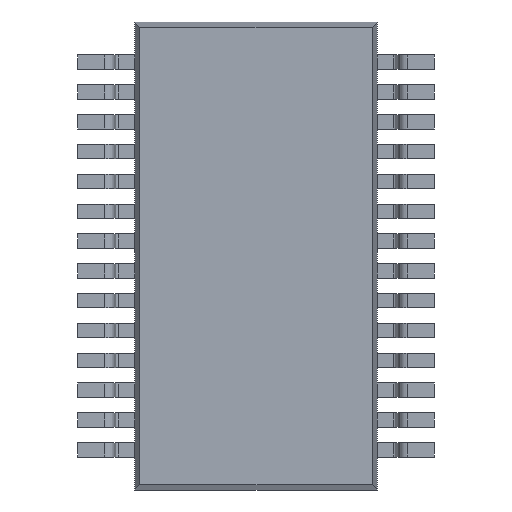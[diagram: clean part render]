
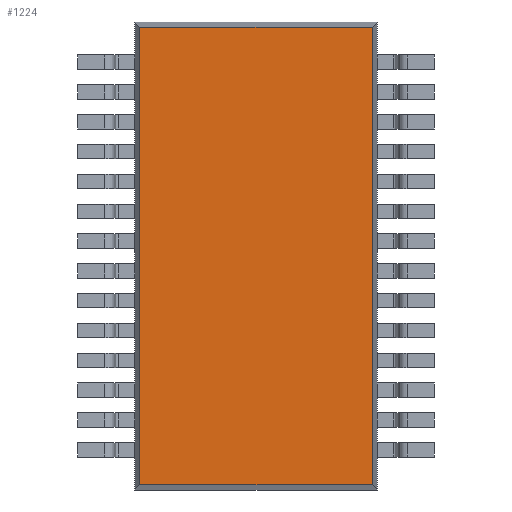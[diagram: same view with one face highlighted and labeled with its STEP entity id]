
A CAD part, front view. The second image highlights one B-rep face of the part: STEP entity #1224.
In plain terms, the highlighted planar face has unit normal (0, -1, 0).
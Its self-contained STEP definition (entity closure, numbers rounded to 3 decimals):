
#163 = DIRECTION ( 'NONE',  ( 0., 0., -1. ) ) ;
#748 = EDGE_CURVE ( 'NONE', #8811, #2453, #10821, .T. ) ;
#1224 = ADVANCED_FACE ( 'NONE', ( #2743 ), #8797, .T. ) ;
#1764 = CARTESIAN_POINT ( 'NONE',  ( 2.645, 0.2, 4.985 ) ) ;
#1844 = DIRECTION ( 'NONE',  ( 1., 0., 0. ) ) ;
#2453 = VERTEX_POINT ( 'NONE', #3857 ) ;
#2743 = FACE_OUTER_BOUND ( 'NONE', #8859, .T. ) ;
#3171 = AXIS2_PLACEMENT_3D ( 'NONE', #7654, #6644, #11732 ) ;
#3670 = VECTOR ( 'NONE', #1844, 1000. ) ;
#3680 = EDGE_CURVE ( 'NONE', #9651, #10486, #9310, .T. ) ;
#3857 = CARTESIAN_POINT ( 'NONE',  ( -2.53, 0.2, 4.985 ) ) ;
#3915 = CARTESIAN_POINT ( 'NONE',  ( 2.53, 0.2, -4.985 ) ) ;
#4703 = LINE ( 'NONE', #11035, #11726 ) ;
#4825 = ORIENTED_EDGE ( 'NONE', *, *, #3680, .T. ) ;
#5072 = CARTESIAN_POINT ( 'NONE',  ( -2.53, 0.2, 5.1 ) ) ;
#5182 = DIRECTION ( 'NONE',  ( 0., 0., 1. ) ) ;
#5826 = CARTESIAN_POINT ( 'NONE',  ( -2.53, 0.2, -4.985 ) ) ;
#6644 = DIRECTION ( 'NONE',  ( 0., -1., 0. ) ) ;
#6677 = EDGE_CURVE ( 'NONE', #2453, #9651, #9957, .T. ) ;
#6743 = CARTESIAN_POINT ( 'NONE',  ( -2.645, 0.2, -4.985 ) ) ;
#7435 = ORIENTED_EDGE ( 'NONE', *, *, #748, .T. ) ;
#7654 = CARTESIAN_POINT ( 'NONE',  ( 0., 0.2, 0. ) ) ;
#8139 = EDGE_CURVE ( 'NONE', #10486, #8811, #4703, .T. ) ;
#8265 = VECTOR ( 'NONE', #8524, 1000. ) ;
#8399 = ORIENTED_EDGE ( 'NONE', *, *, #6677, .T. ) ;
#8524 = DIRECTION ( 'NONE',  ( -1., 0., 0. ) ) ;
#8797 = PLANE ( 'NONE',  #3171 ) ;
#8811 = VERTEX_POINT ( 'NONE', #9029 ) ;
#8832 = ORIENTED_EDGE ( 'NONE', *, *, #8139, .T. ) ;
#8859 = EDGE_LOOP ( 'NONE', ( #4825, #8832, #7435, #8399 ) ) ;
#9029 = CARTESIAN_POINT ( 'NONE',  ( 2.53, 0.2, 4.985 ) ) ;
#9310 = LINE ( 'NONE', #6743, #3670 ) ;
#9651 = VERTEX_POINT ( 'NONE', #5826 ) ;
#9957 = LINE ( 'NONE', #5072, #11655 ) ;
#10486 = VERTEX_POINT ( 'NONE', #3915 ) ;
#10821 = LINE ( 'NONE', #1764, #8265 ) ;
#11035 = CARTESIAN_POINT ( 'NONE',  ( 2.53, 0.2, -5.1 ) ) ;
#11655 = VECTOR ( 'NONE', #163, 1000. ) ;
#11726 = VECTOR ( 'NONE', #5182, 1000. ) ;
#11732 = DIRECTION ( 'NONE',  ( 0., 0., -1. ) ) ;
